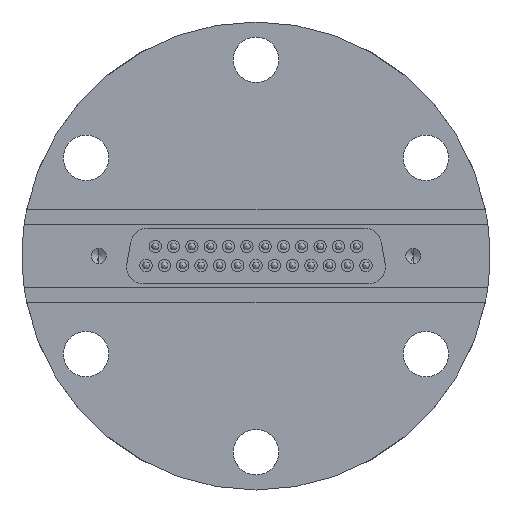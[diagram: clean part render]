
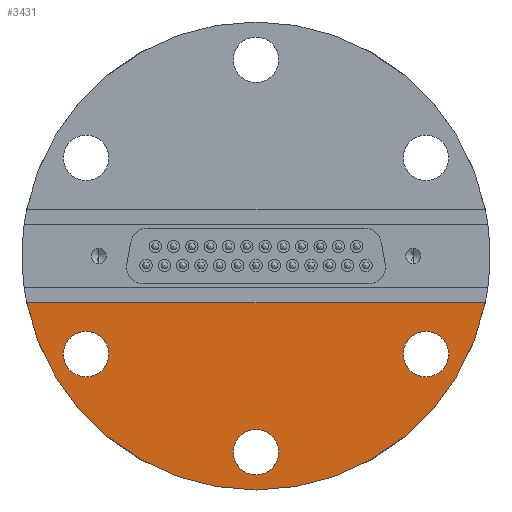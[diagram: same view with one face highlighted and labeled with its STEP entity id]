
A CAD part, front view. The second image highlights one B-rep face of the part: STEP entity #3431.
In plain terms, the highlighted planar face has unit normal (0, -1, 0).
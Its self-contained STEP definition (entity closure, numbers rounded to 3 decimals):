
#9 = CIRCLE ( 'NONE', #1549, 3.4 ) ;
#183 = DIRECTION ( 'NONE',  ( 0., 0., 1. ) ) ;
#230 = ORIENTED_EDGE ( 'NONE', *, *, #1247, .F. ) ;
#275 = FACE_OUTER_BOUND ( 'NONE', #4195, .T. ) ;
#390 = AXIS2_PLACEMENT_3D ( 'NONE', #3922, #1248, #4363 ) ;
#419 = FACE_BOUND ( 'NONE', #1150, .T. ) ;
#568 = ORIENTED_EDGE ( 'NONE', *, *, #4654, .F. ) ;
#778 = DIRECTION ( 'NONE',  ( 0., 0., 1. ) ) ;
#861 = VERTEX_POINT ( 'NONE', #1916 ) ;
#887 = CARTESIAN_POINT ( 'NONE',  ( 0., -12.7, -35. ) ) ;
#911 = AXIS2_PLACEMENT_3D ( 'NONE', #4649, #5087, #183 ) ;
#956 = CARTESIAN_POINT ( 'NONE',  ( -25.418, -12.7, -14.675 ) ) ;
#966 = CARTESIAN_POINT ( 'NONE',  ( 22.018, -12.7, -14.675 ) ) ;
#972 = EDGE_CURVE ( 'NONE', #2393, #2539, #4487, .T. ) ;
#1097 = ORIENTED_EDGE ( 'NONE', *, *, #2948, .T. ) ;
#1138 = CIRCLE ( 'NONE', #5475, 3.4 ) ;
#1150 = EDGE_LOOP ( 'NONE', ( #3887, #4308 ) ) ;
#1247 = EDGE_CURVE ( 'NONE', #2349, #4297, #2328, .T. ) ;
#1248 = DIRECTION ( 'NONE',  ( 0., -1., 0. ) ) ;
#1370 = VERTEX_POINT ( 'NONE', #887 ) ;
#1406 = DIRECTION ( 'NONE',  ( 0., 0., 1. ) ) ;
#1476 = CARTESIAN_POINT ( 'NONE',  ( 0., -12.7, 0. ) ) ;
#1493 = PLANE ( 'NONE',  #3594 ) ;
#1549 = AXIS2_PLACEMENT_3D ( 'NONE', #956, #4079, #1406 ) ;
#1586 = EDGE_LOOP ( 'NONE', ( #568, #1684 ) ) ;
#1684 = ORIENTED_EDGE ( 'NONE', *, *, #972, .F. ) ;
#1696 = CARTESIAN_POINT ( 'NONE',  ( -34.293, -12.7, -7. ) ) ;
#1782 = CARTESIAN_POINT ( 'NONE',  ( 0., -12.7, -29.35 ) ) ;
#1816 = AXIS2_PLACEMENT_3D ( 'NONE', #1476, #3061, #5130 ) ;
#1836 = DIRECTION ( 'NONE',  ( 0., 0., 1. ) ) ;
#1916 = CARTESIAN_POINT ( 'NONE',  ( 34.293, -12.7, -7. ) ) ;
#1923 = CARTESIAN_POINT ( 'NONE',  ( -3.4, -12.7, -29.35 ) ) ;
#1935 = VERTEX_POINT ( 'NONE', #966 ) ;
#1995 = LINE ( 'NONE', #5577, #3024 ) ;
#2157 = CARTESIAN_POINT ( 'NONE',  ( -25.418, -12.7, -11.275 ) ) ;
#2205 = DIRECTION ( 'NONE',  ( 0., 0., 1. ) ) ;
#2274 = DIRECTION ( 'NONE',  ( 0., -1., 0. ) ) ;
#2328 = CIRCLE ( 'NONE', #4257, 3.4 ) ;
#2349 = VERTEX_POINT ( 'NONE', #1923 ) ;
#2356 = EDGE_CURVE ( 'NONE', #4129, #1935, #1138, .T. ) ;
#2358 = DIRECTION ( 'NONE',  ( 0., -1., 0. ) ) ;
#2393 = VERTEX_POINT ( 'NONE', #2614 ) ;
#2506 = AXIS2_PLACEMENT_3D ( 'NONE', #5014, #2358, #5456 ) ;
#2539 = VERTEX_POINT ( 'NONE', #2157 ) ;
#2546 = VERTEX_POINT ( 'NONE', #1696 ) ;
#2614 = CARTESIAN_POINT ( 'NONE',  ( -25.418, -12.7, -18.075 ) ) ;
#2740 = CIRCLE ( 'NONE', #2823, 3.4 ) ;
#2815 = CIRCLE ( 'NONE', #1816, 35. ) ;
#2823 = AXIS2_PLACEMENT_3D ( 'NONE', #1782, #5229, #778 ) ;
#2948 = EDGE_CURVE ( 'NONE', #1370, #861, #2815, .T. ) ;
#3024 = VECTOR ( 'NONE', #3386, 1000. ) ;
#3061 = DIRECTION ( 'NONE',  ( 0., -1., 0. ) ) ;
#3253 = EDGE_CURVE ( 'NONE', #4297, #2349, #2740, .T. ) ;
#3384 = ORIENTED_EDGE ( 'NONE', *, *, #4766, .T. ) ;
#3386 = DIRECTION ( 'NONE',  ( -1., 0., 0. ) ) ;
#3431 = ADVANCED_FACE ( 'NONE', ( #275, #3849, #3718, #419 ), #1493, .F. ) ;
#3594 = AXIS2_PLACEMENT_3D ( 'NONE', #4023, #3999, #2205 ) ;
#3718 = FACE_BOUND ( 'NONE', #1586, .T. ) ;
#3824 = ORIENTED_EDGE ( 'NONE', *, *, #3253, .F. ) ;
#3849 = FACE_BOUND ( 'NONE', #4044, .T. ) ;
#3887 = ORIENTED_EDGE ( 'NONE', *, *, #5469, .F. ) ;
#3915 = DIRECTION ( 'NONE',  ( 0., -1., 0. ) ) ;
#3922 = CARTESIAN_POINT ( 'NONE',  ( 25.418, -12.7, -14.675 ) ) ;
#3929 = CIRCLE ( 'NONE', #2506, 35. ) ;
#3999 = DIRECTION ( 'NONE',  ( 0., 1., 0. ) ) ;
#4023 = CARTESIAN_POINT ( 'NONE',  ( 0., -12.7, 0. ) ) ;
#4044 = EDGE_LOOP ( 'NONE', ( #230, #3824 ) ) ;
#4079 = DIRECTION ( 'NONE',  ( 0., -1., 0. ) ) ;
#4129 = VERTEX_POINT ( 'NONE', #4727 ) ;
#4195 = EDGE_LOOP ( 'NONE', ( #3384, #1097, #4821 ) ) ;
#4201 = EDGE_CURVE ( 'NONE', #861, #2546, #1995, .T. ) ;
#4257 = AXIS2_PLACEMENT_3D ( 'NONE', #5210, #3915, #4983 ) ;
#4297 = VERTEX_POINT ( 'NONE', #4314 ) ;
#4308 = ORIENTED_EDGE ( 'NONE', *, *, #2356, .F. ) ;
#4314 = CARTESIAN_POINT ( 'NONE',  ( 3.4, -12.7, -29.35 ) ) ;
#4363 = DIRECTION ( 'NONE',  ( 0., 0., 1. ) ) ;
#4466 = CIRCLE ( 'NONE', #390, 3.4 ) ;
#4487 = CIRCLE ( 'NONE', #911, 3.4 ) ;
#4491 = CARTESIAN_POINT ( 'NONE',  ( 25.418, -12.7, -14.675 ) ) ;
#4649 = CARTESIAN_POINT ( 'NONE',  ( -25.418, -12.7, -14.675 ) ) ;
#4654 = EDGE_CURVE ( 'NONE', #2539, #2393, #9, .T. ) ;
#4727 = CARTESIAN_POINT ( 'NONE',  ( 28.818, -12.7, -14.675 ) ) ;
#4766 = EDGE_CURVE ( 'NONE', #2546, #1370, #3929, .T. ) ;
#4821 = ORIENTED_EDGE ( 'NONE', *, *, #4201, .T. ) ;
#4983 = DIRECTION ( 'NONE',  ( 0., 0., 1. ) ) ;
#5014 = CARTESIAN_POINT ( 'NONE',  ( 0., -12.7, 0. ) ) ;
#5087 = DIRECTION ( 'NONE',  ( 0., -1., 0. ) ) ;
#5130 = DIRECTION ( 'NONE',  ( 0., 0., 1. ) ) ;
#5210 = CARTESIAN_POINT ( 'NONE',  ( 0., -12.7, -29.35 ) ) ;
#5229 = DIRECTION ( 'NONE',  ( 0., -1., 0. ) ) ;
#5456 = DIRECTION ( 'NONE',  ( 0., 0., 1. ) ) ;
#5469 = EDGE_CURVE ( 'NONE', #1935, #4129, #4466, .T. ) ;
#5475 = AXIS2_PLACEMENT_3D ( 'NONE', #4491, #2274, #1836 ) ;
#5577 = CARTESIAN_POINT ( 'NONE',  ( 35., -12.7, -7. ) ) ;
